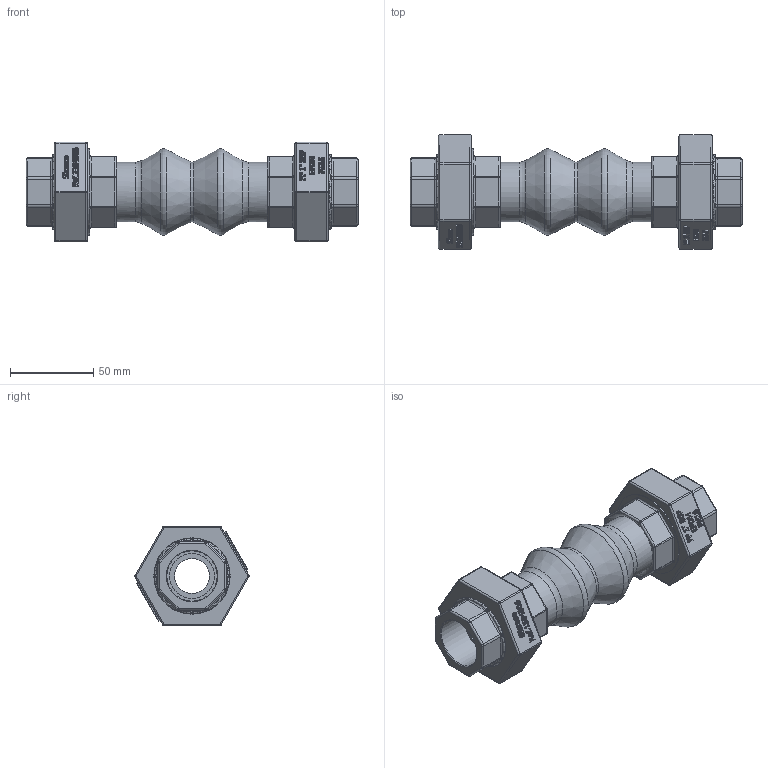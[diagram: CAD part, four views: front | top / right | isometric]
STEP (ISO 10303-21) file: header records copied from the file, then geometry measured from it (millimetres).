
FILE_DESCRIPTION(/* description */ ('1504006'),/* implementation_level */ '2;1');
FILE_NAME(/* name */ '1504006.stp',/* time_stamp */ '2017-01-13T14:07:48+01:00',/* author */ ('jmorand'),/* organization */ ('Sferaco'),/* preprocessor_version */ 'ST-DEVELOPER v16.5',/* originating_system */ 'Autodesk Inventor 2017',/* authorisation */ '');
FILE_SCHEMA (('AUTOMOTIVE_DESIGN { 1 0 10303 214 3 1 1 }'));
Products named in the file (1): 1504006_bd
Bounding box: 200 x 68.97 x 60 mm (x, y, z)
Volume: 234416.1 mm3; surface area: 61444.3 mm2
Topology: 1 solids, 1 shells, 1511 faces, 3890 edges, 2494 vertices
Faces by surface type: plane 661, bspline 594, cylinder 147, torus 59, sphere 40, cone 10
Full cylindrical faces by diameter (mm): 21 x2, 27 x2, 30.291 x2, 36 x2, 45.5 x2, 46 x2, 46.587 x1, 52 x2
Entity records: 52518 total; most frequent: CARTESIAN_POINT 18002, ORIENTED_EDGE 7686, DIRECTION 5118, EDGE_CURVE 3843, VERTEX_POINT 2483, LINE 2188, VECTOR 2188, EDGE_LOOP 1662
